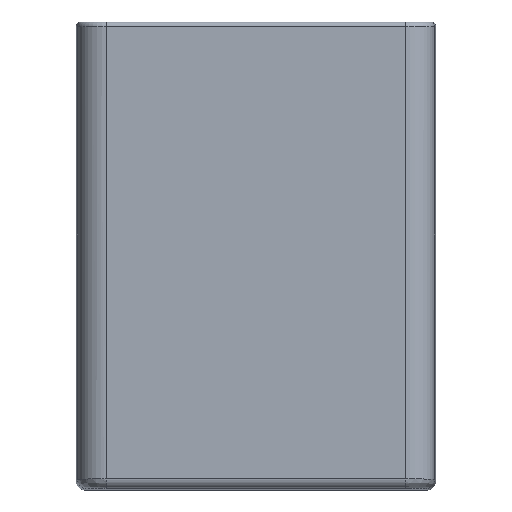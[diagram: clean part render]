
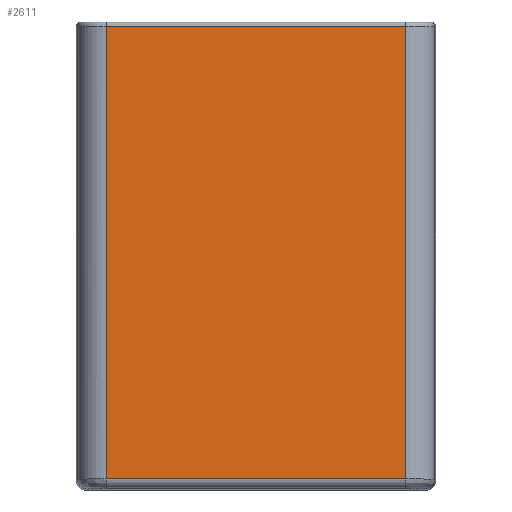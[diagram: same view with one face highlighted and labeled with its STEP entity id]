
A CAD part, front view. The second image highlights one B-rep face of the part: STEP entity #2611.
In plain terms, the highlighted planar face has unit normal (0, -1, 0).
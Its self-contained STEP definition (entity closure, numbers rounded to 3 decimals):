
#572=DIRECTION('',(1.,0.,0.));
#573=VECTOR('',#572,65.197);
#574=CARTESIAN_POINT('',(6.627,0.,-99.567));
#575=LINE('',#574,#573);
#576=DIRECTION('',(0.,0.,1.));
#577=VECTOR('',#576,98.567);
#578=CARTESIAN_POINT('',(6.627,0.,-99.567));
#579=LINE('',#578,#577);
#580=DIRECTION('',(1.,0.,0.));
#581=VECTOR('',#580,65.197);
#582=CARTESIAN_POINT('',(6.627,0.,-1.));
#583=LINE('',#582,#581);
#584=CARTESIAN_POINT('',(71.823,0.,-99.567));
#596=DIRECTION('',(0.,0.,-1.));
#597=VECTOR('',#596,98.567);
#598=CARTESIAN_POINT('',(71.823,0.,-1.));
#599=LINE('',#598,#597);
#1506=VERTEX_POINT('',#584);
#1508=CARTESIAN_POINT('',(6.627,0.,
-99.567));
#1509=VERTEX_POINT('',#1508);
#1524=CARTESIAN_POINT('',(6.627,0.,-1.));
#1525=VERTEX_POINT('',#1524);
#1528=CARTESIAN_POINT('',(71.823,0.,-1.));
#1529=VERTEX_POINT('',#1528);
#2599=CARTESIAN_POINT('',(6.627,0.,0.));
#2600=DIRECTION('',(0.,-1.,0.));
#2601=DIRECTION('',(1.,0.,0.));
#2602=AXIS2_PLACEMENT_3D('',#2599,#2600,#2601);
#2603=PLANE('',#2602);
#2604=ORIENTED_EDGE('',*,*,#2589,.F.);
#2605=ORIENTED_EDGE('',*,*,#2525,.T.);
#2606=ORIENTED_EDGE('',*,*,#1885,.T.);
#2608=ORIENTED_EDGE('',*,*,#2607,.T.);
#2609=EDGE_LOOP('',(#2604,#2605,#2606,#2608));
#2610=FACE_OUTER_BOUND('',#2609,.F.);
#2611=ADVANCED_FACE('',(#2610),#2603,.T.);
#1885=EDGE_CURVE('',#1525,#1529,#583,.T.);
#2525=EDGE_CURVE('',#1509,#1525,#579,.T.);
#2589=EDGE_CURVE('',#1509,#1506,#575,.T.);
#2607=EDGE_CURVE('',#1529,#1506,#599,.T.);
